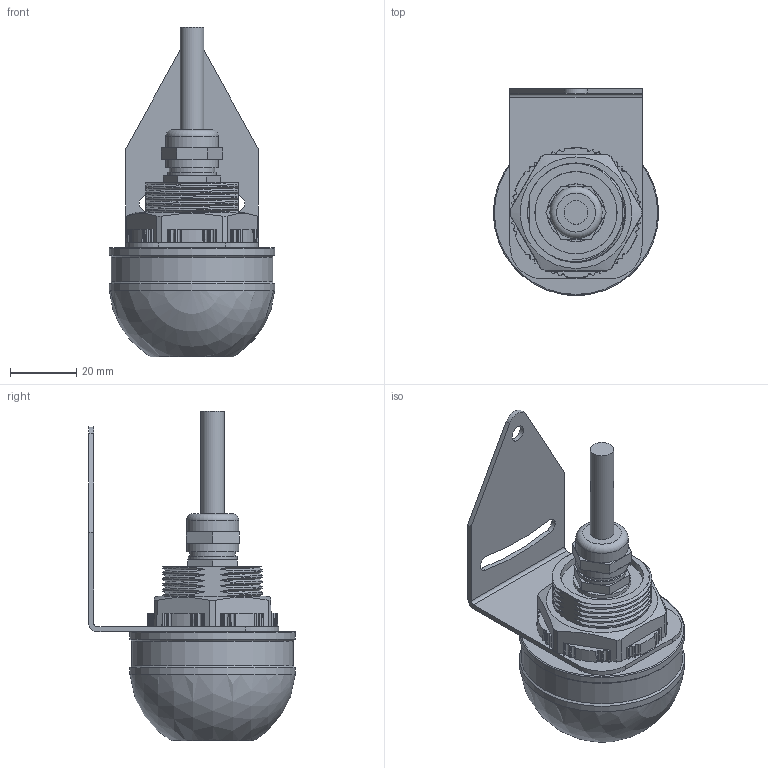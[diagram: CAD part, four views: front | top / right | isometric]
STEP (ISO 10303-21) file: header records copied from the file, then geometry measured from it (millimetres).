
FILE_DESCRIPTION(/* description */ (''),/* implementation_level */ '2;1');
FILE_NAME(/* name */ '214543 SBP-FK-R50D-1B-2M.stp',/* time_stamp */ '2025-01-14T09:13:22+01:00',/* author */ (''),/* organization */ (''),/* preprocessor_version */ 'ST-DEVELOPER v20',/* originating_system */ 'Autodesk Inventor 2025',/* authorisation */ '');
FILE_SCHEMA (('AUTOMOTIVE_DESIGN { 1 0 10303 214 3 1 1 }'));
Products named in the file (1): 214543 ENTW-SBP-FK-R50D-1B-2M filled
Bounding box: 50.03 x 62.51 x 99.73 mm (x, y, z)
Volume: 82460.4 mm3; surface area: 31006 mm2
Topology: 7 solids, 7 shells, 358 faces, 983 edges, 655 vertices
Faces by surface type: plane 150, bspline 86, cylinder 75, cone 41, torus 4, sphere 2
Full cylindrical faces by diameter (mm): 5 x1, 6 x1, 7.1 x3, 11 x4, 12 x5, 13.8 x1, 14.8 x1, 15.8 x2, 23 x1, 29.307 x4, 30.084 x5, 32 x1, 48.903 x1, 50.029 x2
Entity records: 36308 total; most frequent: CARTESIAN_POINT 27897, ORIENTED_EDGE 1964, DIRECTION 1380, EDGE_CURVE 982, VERTEX_POINT 655, LINE 466, VECTOR 466, AXIS2_PLACEMENT_3D 457
